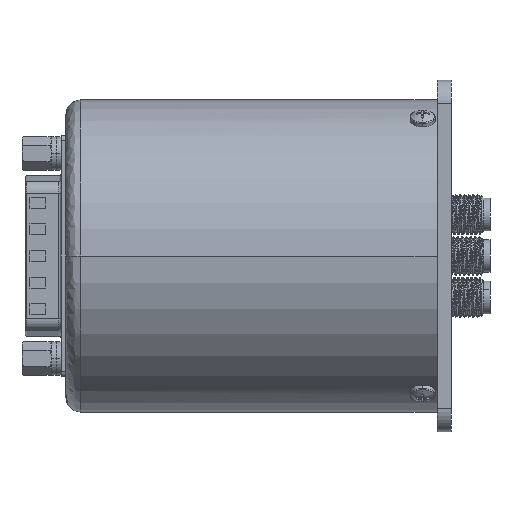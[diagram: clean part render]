
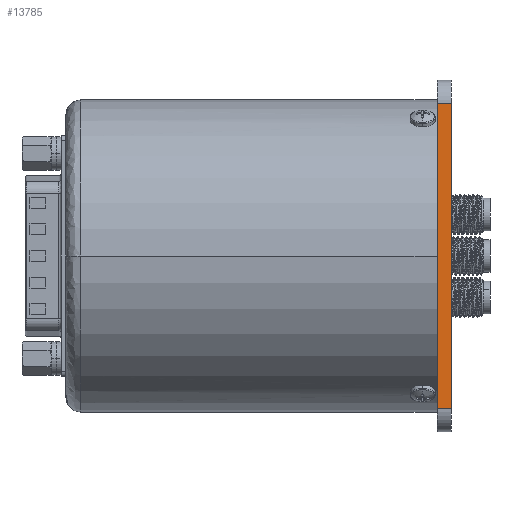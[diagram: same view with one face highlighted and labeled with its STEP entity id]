
A CAD part, left-side view. The second image highlights one B-rep face of the part: STEP entity #13785.
In plain terms, the highlighted planar face has unit normal (-1, 0, 0).
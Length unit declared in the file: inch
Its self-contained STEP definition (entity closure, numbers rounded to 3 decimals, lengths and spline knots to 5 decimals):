
#818 = CARTESIAN_POINT ( 'NONE',  ( -1.125, 0., 0. ) ) ;
#1223 = DIRECTION ( 'NONE',  ( 0., 1., 0. ) ) ;
#1637 = VERTEX_POINT ( 'NONE', #11415 ) ;
#3762 = VERTEX_POINT ( 'NONE', #26419 ) ;
#3810 = AXIS2_PLACEMENT_3D ( 'NONE', #31821, #11818, #19018 ) ;
#3954 = CARTESIAN_POINT ( 'NONE',  ( -1.125, 0., -0.975 ) ) ;
#4564 = EDGE_LOOP ( 'NONE', ( #24535, #21995, #10637, #29657 ) ) ;
#5058 = EDGE_CURVE ( 'NONE', #32126, #30189, #24026, .T. ) ;
#7596 = VECTOR ( 'NONE', #1223, 39.37008 ) ;
#9584 = VECTOR ( 'NONE', #30860, 39.37008 ) ;
#10637 = ORIENTED_EDGE ( 'NONE', *, *, #5058, .F. ) ;
#11415 = CARTESIAN_POINT ( 'NONE',  ( -1.125, 0.092, 0.975 ) ) ;
#11417 = CARTESIAN_POINT ( 'NONE',  ( -1.125, 0.092, -0.975 ) ) ;
#11818 = DIRECTION ( 'NONE',  ( 1., 0., 0. ) ) ;
#12532 = EDGE_CURVE ( 'NONE', #1637, #3762, #15777, .T. ) ;
#13025 = CARTESIAN_POINT ( 'NONE',  ( -1.125, 0.092, -0.975 ) ) ;
#13785 = ADVANCED_FACE ( 'NONE', ( #16906 ), #26559, .F. ) ;
#14730 = CARTESIAN_POINT ( 'NONE',  ( -1.125, 0.092, 1.125 ) ) ;
#15777 = LINE ( 'NONE', #23618, #31498 ) ;
#16906 = FACE_OUTER_BOUND ( 'NONE', #4564, .T. ) ;
#19018 = DIRECTION ( 'NONE',  ( 0., 0., -1. ) ) ;
#20108 = DIRECTION ( 'NONE',  ( 0., 0., 1. ) ) ;
#21670 = EDGE_CURVE ( 'NONE', #3762, #32126, #23457, .T. ) ;
#21995 = ORIENTED_EDGE ( 'NONE', *, *, #23001, .F. ) ;
#23001 = EDGE_CURVE ( 'NONE', #30189, #1637, #25184, .T. ) ;
#23457 = LINE ( 'NONE', #818, #9584 ) ;
#23618 = CARTESIAN_POINT ( 'NONE',  ( -1.125, 0.092, 0.975 ) ) ;
#24026 = LINE ( 'NONE', #11417, #7596 ) ;
#24535 = ORIENTED_EDGE ( 'NONE', *, *, #12532, .F. ) ;
#25184 = LINE ( 'NONE', #14730, #25866 ) ;
#25756 = DIRECTION ( 'NONE',  ( 0., -1., 0. ) ) ;
#25866 = VECTOR ( 'NONE', #20108, 39.37008 ) ;
#26419 = CARTESIAN_POINT ( 'NONE',  ( -1.125, 0., 0.975 ) ) ;
#26559 = PLANE ( 'NONE',  #3810 ) ;
#29657 = ORIENTED_EDGE ( 'NONE', *, *, #21670, .F. ) ;
#30189 = VERTEX_POINT ( 'NONE', #13025 ) ;
#30860 = DIRECTION ( 'NONE',  ( 0., 0., -1. ) ) ;
#31498 = VECTOR ( 'NONE', #25756, 39.37008 ) ;
#31821 = CARTESIAN_POINT ( 'NONE',  ( -1.125, 0.092, 1.125 ) ) ;
#32126 = VERTEX_POINT ( 'NONE', #3954 ) ;
